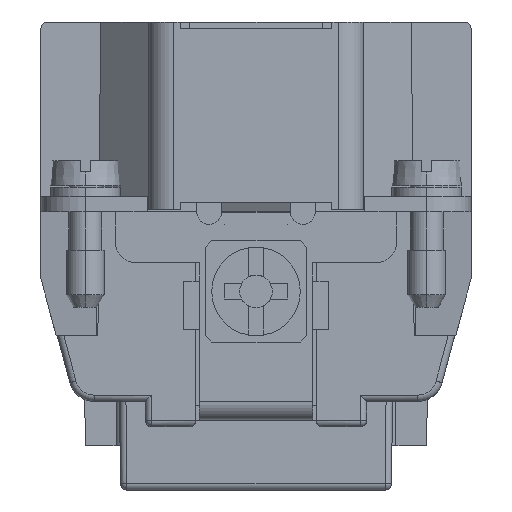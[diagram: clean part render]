
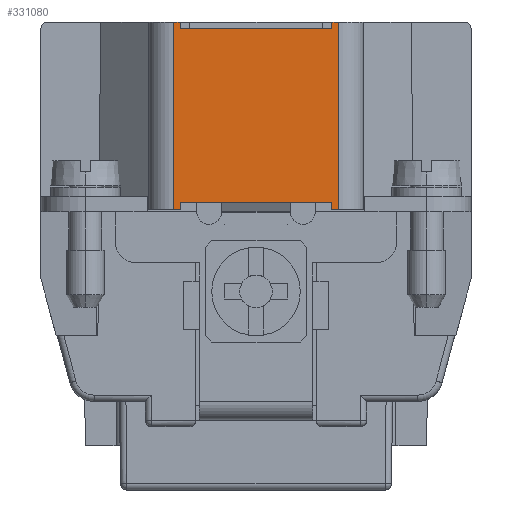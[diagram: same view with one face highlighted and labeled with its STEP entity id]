
A CAD part, left-side view. The second image highlights one B-rep face of the part: STEP entity #331080.
In plain terms, the highlighted face is planar.
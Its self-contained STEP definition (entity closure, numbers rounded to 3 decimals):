
#124900=CARTESIAN_POINT('',(79.52,11.,-1.7));
#124910=VERTEX_POINT('',#124900);
#124960=CARTESIAN_POINT('',(79.52,25.5,-1.7));
#124970=DIRECTION('',(0.,-1.,0.));
#124980=VECTOR('',#124970,1.);
#124990=LINE('',#124960,#124980);
#125000=CARTESIAN_POINT('',(79.52,10.5,-1.7));
#125010=VERTEX_POINT('',#125000);
#125020=EDGE_CURVE('',#124910,#125010,#124990,.T.);
#139380=CARTESIAN_POINT('',(79.52,11.,-2.2));
#139390=VERTEX_POINT('',#139380);
#139540=CARTESIAN_POINT('',(79.52,23.,-2.2));
#139550=VERTEX_POINT('',#139540);
#139580=CARTESIAN_POINT('',(79.52,0.,-2.2));
#139590=DIRECTION('',(0.,-1.,0.));
#139600=VECTOR('',#139590,1.);
#139610=LINE('',#139580,#139600);
#139620=EDGE_CURVE('',#139550,#139390,#139610,.T.);
#212210=CARTESIAN_POINT('',(79.52,10.5,-16.5));
#212220=VERTEX_POINT('',#212210);
#212270=CARTESIAN_POINT('',(79.52,10.5,0.));
#212280=DIRECTION('',(0.,0.,-1.));
#212290=VECTOR('',#212280,1.);
#212300=LINE('',#212270,#212290);
#212310=EDGE_CURVE('',#125010,#212220,#212300,.T.);
#272180=CARTESIAN_POINT('',(79.52,23.,-1.7));
#272190=VERTEX_POINT('',#272180);
#272220=CARTESIAN_POINT('',(79.52,23.,0.));
#272230=DIRECTION('',(0.,0.,-1.));
#272240=VECTOR('',#272230,1.);
#272250=LINE('',#272220,#272240);
#272260=EDGE_CURVE('',#272190,#139550,#272250,.T.);
#272410=CARTESIAN_POINT('',(79.52,23.,-16.));
#272420=VERTEX_POINT('',#272410);
#272450=CARTESIAN_POINT('',(79.52,23.,0.));
#272460=DIRECTION('',(0.,0.,-1.));
#272470=VECTOR('',#272460,1.);
#272480=LINE('',#272450,#272470);
#272490=CARTESIAN_POINT('',(79.52,23.,-16.5));
#272500=VERTEX_POINT('',#272490);
#272510=EDGE_CURVE('',#272420,#272500,#272480,.T.);
#305870=CARTESIAN_POINT('',(79.52,23.5,-1.7));
#305880=VERTEX_POINT('',#305870);
#305970=CARTESIAN_POINT('',(79.52,23.5,-16.5));
#305980=VERTEX_POINT('',#305970);
#306010=CARTESIAN_POINT('',(79.52,23.5,0.));
#306020=DIRECTION('',(0.,0.,-1.));
#306030=VECTOR('',#306020,1.);
#306040=LINE('',#306010,#306030);
#306050=EDGE_CURVE('',#305880,#305980,#306040,.T.);
#306630=EDGE_CURVE('',#305880,#272190,#124990,.T.);
#330640=CARTESIAN_POINT('',(79.52,8.5,-1.5));
#330650=DIRECTION('',(1.,0.,0.));
#330660=DIRECTION('',(0.,1.,0.));
#330670=AXIS2_PLACEMENT_3D('',#330640,#330650,#330660);
#330680=PLANE('',#330670);
#330690=ORIENTED_EDGE('',*,*,#125020,.T.);
#330700=CARTESIAN_POINT('',(79.52,11.,0.));
#330710=DIRECTION('',(0.,0.,1.));
#330720=VECTOR('',#330710,1.);
#330730=LINE('',#330700,#330720);
#330740=EDGE_CURVE('',#139390,#124910,#330730,.T.);
#330750=ORIENTED_EDGE('',*,*,#330740,.T.);
#330760=ORIENTED_EDGE('',*,*,#139620,.T.);
#330770=ORIENTED_EDGE('',*,*,#272260,.T.);
#330780=ORIENTED_EDGE('',*,*,#306630,.T.);
#330790=ORIENTED_EDGE('',*,*,#306050,.F.);
#330800=CARTESIAN_POINT('',(79.52,25.5,-16.5));
#330810=DIRECTION('',(0.,-1.,0.));
#330820=VECTOR('',#330810,1.);
#330830=LINE('',#330800,#330820);
#330840=EDGE_CURVE('',#305980,#272500,#330830,.T.);
#330850=ORIENTED_EDGE('',*,*,#330840,.F.);
#330860=ORIENTED_EDGE('',*,*,#272510,.T.);
#330870=CARTESIAN_POINT('',(79.52,0.,-16.));
#330880=DIRECTION('',(0.,1.,0.));
#330890=VECTOR('',#330880,1.);
#330900=LINE('',#330870,#330890);
#330910=CARTESIAN_POINT('',(79.52,11.,-16.));
#330920=VERTEX_POINT('',#330910);
#330930=EDGE_CURVE('',#330920,#272420,#330900,.T.);
#330940=ORIENTED_EDGE('',*,*,#330930,.T.);
#330950=CARTESIAN_POINT('',(79.52,11.,0.));
#330960=DIRECTION('',(0.,0.,1.));
#330970=VECTOR('',#330960,1.);
#330980=LINE('',#330950,#330970);
#330990=CARTESIAN_POINT('',(79.52,11.,-16.5));
#331000=VERTEX_POINT('',#330990);
#331010=EDGE_CURVE('',#331000,#330920,#330980,.T.);
#331020=ORIENTED_EDGE('',*,*,#331010,.T.);
#331030=EDGE_CURVE('',#331000,#212220,#330830,.T.);
#331040=ORIENTED_EDGE('',*,*,#331030,.F.);
#331050=ORIENTED_EDGE('',*,*,#212310,.T.);
#331060=EDGE_LOOP('',(#331050,#331040,#331020,#330940,#330860,#330850,
#330790,#330780,#330770,#330760,#330750,#330690));
#331070=FACE_OUTER_BOUND('',#331060,.T.);
#331080=ADVANCED_FACE('',(#331070),#330680,.T.);
